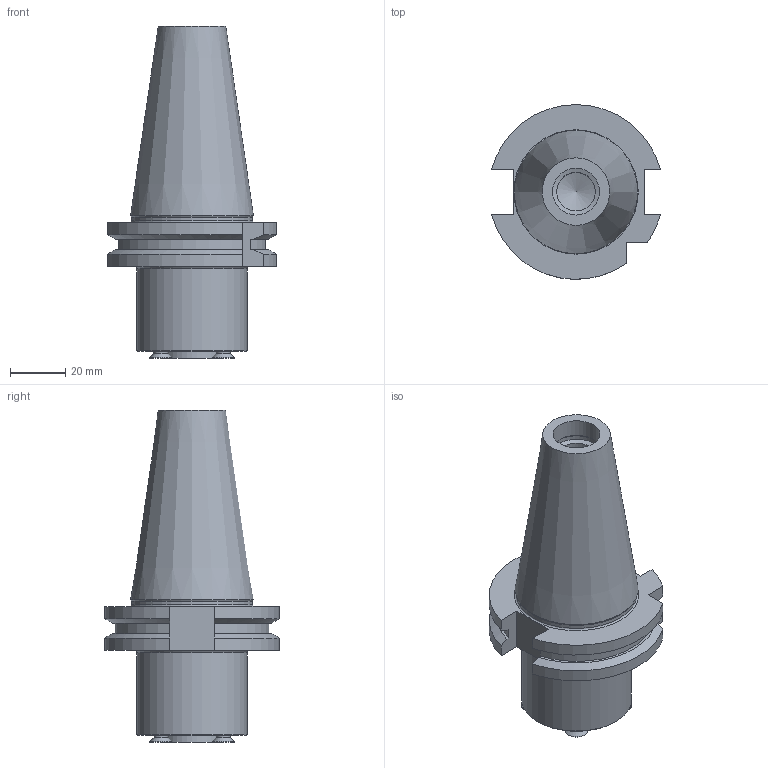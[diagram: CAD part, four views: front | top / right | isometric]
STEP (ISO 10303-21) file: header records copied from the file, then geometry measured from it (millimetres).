
FILE_DESCRIPTION(/* description */ ('3-D model version:1'),/* implementation_level */ '2;1');
FILE_NAME(/* name */ 'I40-X22-040-050',/* time_stamp */ '2016-12-02T14:03:04',/* author */ ('CappDp'),/* organization */ ('AB Sandvik Coromant'),/* preprocessor_version */ 'ST-DEVELOPER v15',/* originating_system */ 'SIEMENS PLM Software NX 8.5',/* authorization */ '');
FILE_SCHEMA(('AUTOMOTIVE_DESIGN'));
Length unit declared in the file: millimetre
Products named in the file (1): 3456_1_3D
Bounding box: 61.4 x 63.49 x 120.65 mm (x, y, z)
Volume: 146267.4 mm3; surface area: 23100.8 mm2
Topology: 1 solids, 1 shells, 64 faces, 156 edges, 100 vertices
Faces by surface type: plane 23, cylinder 23, cone 16, torus 2
Full cylindrical faces by diameter (mm): 4.994 x4, 8 x4, 14 x1, 17.009 x1, 17.409 x1, 21.994 x1, 40 x1, 44 x1
Entity records: 1794 total; most frequent: CARTESIAN_POINT 329, DIRECTION 302, ORIENTED_EDGE 242, AXIS2_PLACEMENT_3D 125, EDGE_CURVE 121, EDGE_LOOP 96, VERTEX_POINT 92, ADVANCED_FACE 64
